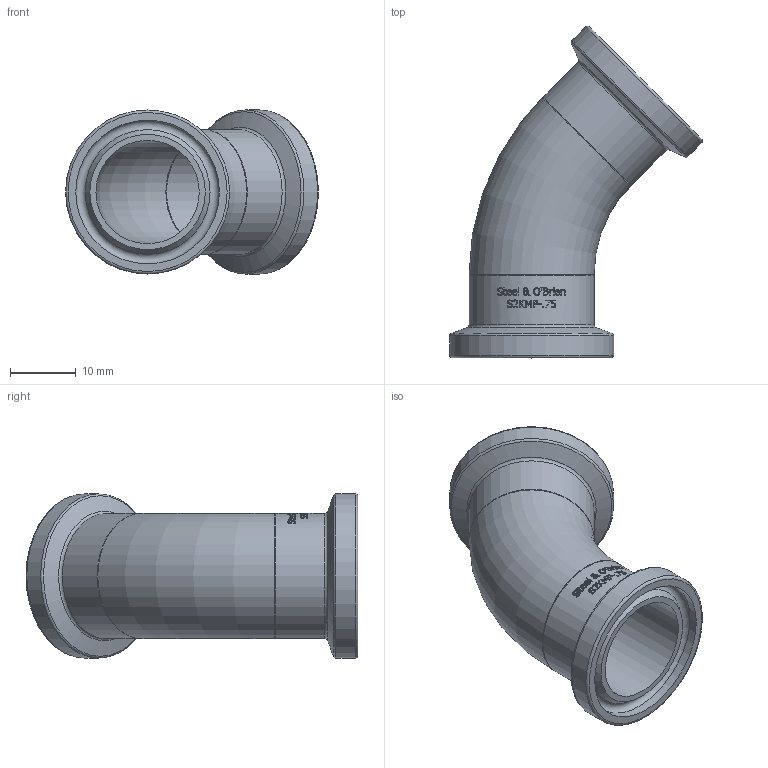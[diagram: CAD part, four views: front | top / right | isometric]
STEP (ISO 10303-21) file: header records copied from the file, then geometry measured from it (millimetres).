
FILE_DESCRIPTION(/* description */ (''),/* implementation_level */ '2;1');
FILE_NAME(/* name */ 'S2KMP-.75.stp',/* time_stamp */ '2018-11-27T13:26:02-05:00',/* author */ ('ken'),/* organization */ (''),/* preprocessor_version */ 'ST-DEVELOPER v15.2',/* originating_system */ 'Autodesk Inventor 2014',/* authorisation */ '');
FILE_SCHEMA (('AUTOMOTIVE_DESIGN { 1 0 10303 214 3 1 1 }'));
Length unit declared in the file: inch
Products named in the file (1): S2KMP-.75
Bounding box: 38.53 x 50.56 x 24.99 mm (x, y, z)
Volume: 5461.1 mm3; surface area: 6522.7 mm2
Topology: 1 solids, 1 shells, 378 faces, 996 edges, 658 vertices
Faces by surface type: bspline 167, plane 153, cylinder 40, torus 14, cone 4
Full cylindrical faces by diameter (mm): 15.748 x2, 19.05 x2, 21.895 x2, 24.994 x2
Entity records: 14618 total; most frequent: CARTESIAN_POINT 6227, ORIENTED_EDGE 1940, DIRECTION 1264, EDGE_CURVE 970, VERTEX_POINT 658, EDGE_LOOP 444, LINE 432, VECTOR 432
